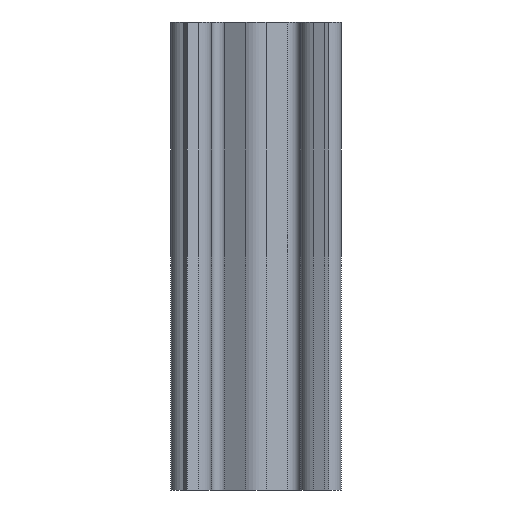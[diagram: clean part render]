
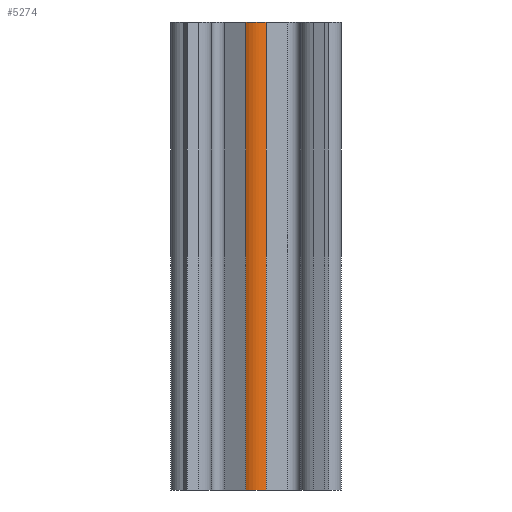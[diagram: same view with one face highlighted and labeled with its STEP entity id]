
A CAD part, front view. The second image highlights one B-rep face of the part: STEP entity #5274.
In plain terms, the highlighted cylindrical face has radius 2.7 mm (diameter 5.4 mm), a partial arc.
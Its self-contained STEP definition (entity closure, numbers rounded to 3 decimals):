
#243=CIRCLE('',#5789,2.7);
#244=CIRCLE('',#5790,2.7);
#389=CYLINDRICAL_SURFACE('',#5788,2.7);
#638=FACE_OUTER_BOUND('',#904,.T.);
#904=EDGE_LOOP('',(#4253,#4254,#4255,#4256));
#1408=LINE('',#8840,#1940);
#1409=LINE('',#8846,#1941);
#1940=VECTOR('',#7248,10.);
#1941=VECTOR('',#7255,10.);
#2467=VERTEX_POINT('',#8836);
#2468=VERTEX_POINT('',#8838);
#2469=VERTEX_POINT('',#8842);
#2470=VERTEX_POINT('',#8844);
#3228=EDGE_CURVE('',#2467,#2468,#1408,.T.);
#3229=EDGE_CURVE('',#2469,#2467,#243,.T.);
#3230=EDGE_CURVE('',#2470,#2468,#244,.T.);
#3231=EDGE_CURVE('',#2469,#2470,#1409,.T.);
#4253=ORIENTED_EDGE('',*,*,#3229,.T.);
#4254=ORIENTED_EDGE('',*,*,#3228,.T.);
#4255=ORIENTED_EDGE('',*,*,#3230,.F.);
#4256=ORIENTED_EDGE('',*,*,#3231,.F.);
#5274=ADVANCED_FACE('',(#638),#389,.T.);
#5788=AXIS2_PLACEMENT_3D('',#8841,#7249,#7250);
#5789=AXIS2_PLACEMENT_3D('',#8843,#7251,#7252);
#5790=AXIS2_PLACEMENT_3D('',#8845,#7253,#7254);
#7248=DIRECTION('',(0.,0.,1.));
#7249=DIRECTION('center_axis',(0.,0.,1.));
#7250=DIRECTION('ref_axis',(-0.5,-0.866,0.));
#7251=DIRECTION('center_axis',(0.,0.,1.));
#7252=DIRECTION('ref_axis',(-0.5,-0.866,0.));
#7253=DIRECTION('center_axis',(0.,0.,1.));
#7254=DIRECTION('ref_axis',(-0.5,-0.866,0.));
#7255=DIRECTION('',(0.,0.,1.));
#8836=CARTESIAN_POINT('',(-3.489,124.374,0.));
#8838=CARTESIAN_POINT('',(-3.489,124.374,63.));
#8840=CARTESIAN_POINT('',(-3.489,124.374,0.));
#8841=CARTESIAN_POINT('Origin',(-4.839,126.713,0.));
#8842=CARTESIAN_POINT('',(-6.189,124.374,0.));
#8843=CARTESIAN_POINT('Origin',(-4.839,126.713,0.));
#8844=CARTESIAN_POINT('',(-6.189,124.374,63.));
#8845=CARTESIAN_POINT('Origin',(-4.839,126.713,63.));
#8846=CARTESIAN_POINT('',(-6.189,124.374,0.));
